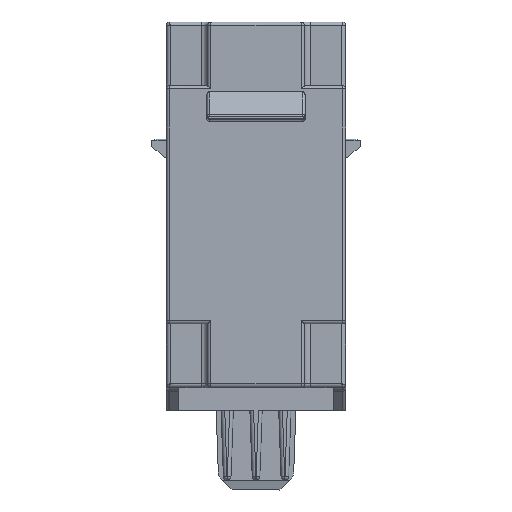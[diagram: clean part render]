
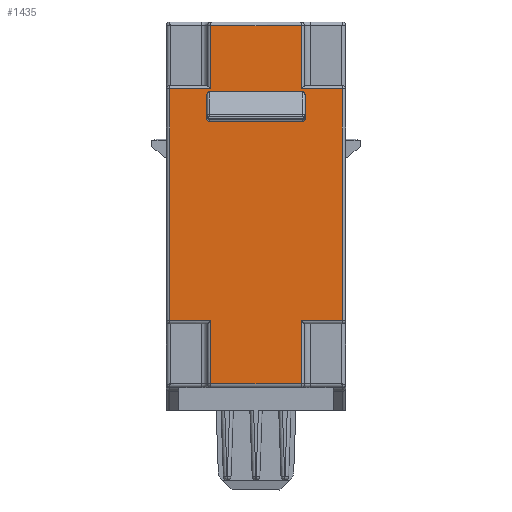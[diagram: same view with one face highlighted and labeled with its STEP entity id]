
A CAD part, front view. The second image highlights one B-rep face of the part: STEP entity #1435.
In plain terms, the highlighted planar face has unit normal (0, -1, 0).
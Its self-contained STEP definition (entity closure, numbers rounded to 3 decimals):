
#1242=AXIS2_PLACEMENT_3D('Plane Axis2P3D',#1239,#1240,#1241) ;
#655=CARTESIAN_POINT('Line Origine',(15.55,1.65,23.25)) ;
#659=CARTESIAN_POINT('Vertex',(15.55,1.65,13.8)) ;
#661=CARTESIAN_POINT('Vertex',(15.55,1.65,32.7)) ;
#1239=CARTESIAN_POINT('Axis2P3D Location',(1.2,1.65,23.25)) ;
#1244=CARTESIAN_POINT('Line Origine',(4.8,1.65,11.225)) ;
#1248=CARTESIAN_POINT('Vertex',(4.8,1.65,13.8)) ;
#1250=CARTESIAN_POINT('Vertex',(4.8,1.65,8.65)) ;
#1253=CARTESIAN_POINT('Line Origine',(8.5,1.65,8.65)) ;
#1257=CARTESIAN_POINT('Vertex',(12.2,1.65,8.65)) ;
#1260=CARTESIAN_POINT('Line Origine',(12.2,1.65,11.225)) ;
#1264=CARTESIAN_POINT('Vertex',(12.2,1.65,13.8)) ;
#1267=CARTESIAN_POINT('Line Origine',(13.875,1.65,13.8)) ;
#1272=CARTESIAN_POINT('Line Origine',(13.875,1.65,32.7)) ;
#1276=CARTESIAN_POINT('Vertex',(12.2,1.65,32.7)) ;
#1279=CARTESIAN_POINT('Line Origine',(12.2,1.65,35.275)) ;
#1283=CARTESIAN_POINT('Vertex',(12.2,1.65,37.85)) ;
#1286=CARTESIAN_POINT('Line Origine',(8.5,1.65,37.85)) ;
#1290=CARTESIAN_POINT('Vertex',(4.8,1.65,37.85)) ;
#1293=CARTESIAN_POINT('Line Origine',(4.8,1.65,35.275)) ;
#1297=CARTESIAN_POINT('Vertex',(4.8,1.65,32.7)) ;
#1300=CARTESIAN_POINT('Line Origine',(3.125,1.65,32.7)) ;
#1304=CARTESIAN_POINT('Vertex',(1.45,1.65,32.7)) ;
#1307=CARTESIAN_POINT('Line Origine',(1.45,1.65,23.25)) ;
#1311=CARTESIAN_POINT('Vertex',(1.45,1.65,13.8)) ;
#1314=CARTESIAN_POINT('Line Origine',(3.125,1.65,13.8)) ;
#1333=CARTESIAN_POINT('Line Origine',(8.5,1.65,30.05)) ;
#1337=CARTESIAN_POINT('Vertex',(4.7,1.65,30.05)) ;
#1339=CARTESIAN_POINT('Vertex',(12.3,1.65,30.05)) ;
#1343=CARTESIAN_POINT('Control Point',(4.7,1.65,30.05)) ;
#1344=CARTESIAN_POINT('Control Point',(4.677,1.65,30.05)) ;
#1345=CARTESIAN_POINT('Control Point',(4.652,1.65,30.053)) ;
#1346=CARTESIAN_POINT('Control Point',(4.627,1.65,30.061)) ;
#1347=CARTESIAN_POINT('Control Point',(4.581,1.65,30.084)) ;
#1348=CARTESIAN_POINT('Control Point',(4.544,1.65,30.121)) ;
#1349=CARTESIAN_POINT('Control Point',(4.528,1.65,30.144)) ;
#1350=CARTESIAN_POINT('Control Point',(4.511,1.65,30.179)) ;
#1351=CARTESIAN_POINT('Control Point',(4.503,1.65,30.216)) ;
#1352=CARTESIAN_POINT('Control Point',(4.501,1.65,30.228)) ;
#1353=CARTESIAN_POINT('Control Point',(4.5,1.65,30.239)) ;
#1354=CARTESIAN_POINT('Control Point',(4.5,1.65,30.251)) ;
#1355=CARTESIAN_POINT('Vertex',(4.5,1.65,30.251)) ;
#1358=CARTESIAN_POINT('Line Origine',(4.5,1.65,31.198)) ;
#1362=CARTESIAN_POINT('Vertex',(4.5,1.65,32.145)) ;
#1366=CARTESIAN_POINT('Control Point',(4.5,1.65,32.145)) ;
#1367=CARTESIAN_POINT('Control Point',(4.5,1.65,32.18)) ;
#1368=CARTESIAN_POINT('Control Point',(4.503,1.65,32.217)) ;
#1369=CARTESIAN_POINT('Control Point',(4.511,1.65,32.254)) ;
#1370=CARTESIAN_POINT('Control Point',(4.532,1.65,32.322)) ;
#1371=CARTESIAN_POINT('Control Point',(4.569,1.65,32.381)) ;
#1372=CARTESIAN_POINT('Control Point',(4.592,1.65,32.406)) ;
#1373=CARTESIAN_POINT('Control Point',(4.627,1.65,32.433)) ;
#1374=CARTESIAN_POINT('Control Point',(4.665,1.65,32.446)) ;
#1375=CARTESIAN_POINT('Control Point',(4.677,1.65,32.449)) ;
#1376=CARTESIAN_POINT('Control Point',(4.688,1.65,32.45)) ;
#1377=CARTESIAN_POINT('Control Point',(4.7,1.65,32.45)) ;
#1378=CARTESIAN_POINT('Vertex',(4.7,1.65,32.45)) ;
#1381=CARTESIAN_POINT('Line Origine',(8.5,1.65,32.45)) ;
#1385=CARTESIAN_POINT('Vertex',(12.3,1.65,32.45)) ;
#1389=CARTESIAN_POINT('Control Point',(12.3,1.65,32.45)) ;
#1390=CARTESIAN_POINT('Control Point',(12.312,1.65,32.45)) ;
#1391=CARTESIAN_POINT('Control Point',(12.323,1.65,32.449)) ;
#1392=CARTESIAN_POINT('Control Point',(12.335,1.65,32.446)) ;
#1393=CARTESIAN_POINT('Control Point',(12.373,1.65,32.433)) ;
#1394=CARTESIAN_POINT('Control Point',(12.408,1.65,32.406)) ;
#1395=CARTESIAN_POINT('Control Point',(12.431,1.65,32.381)) ;
#1396=CARTESIAN_POINT('Control Point',(12.468,1.65,32.322)) ;
#1397=CARTESIAN_POINT('Control Point',(12.489,1.65,32.254)) ;
#1398=CARTESIAN_POINT('Control Point',(12.497,1.65,32.217)) ;
#1399=CARTESIAN_POINT('Control Point',(12.5,1.65,32.18)) ;
#1400=CARTESIAN_POINT('Control Point',(12.5,1.65,32.145)) ;
#1401=CARTESIAN_POINT('Vertex',(12.5,1.65,32.145)) ;
#1404=CARTESIAN_POINT('Line Origine',(12.5,1.65,31.198)) ;
#1408=CARTESIAN_POINT('Vertex',(12.5,1.65,30.251)) ;
#1412=CARTESIAN_POINT('Control Point',(12.5,1.65,30.251)) ;
#1413=CARTESIAN_POINT('Control Point',(12.5,1.65,30.228)) ;
#1414=CARTESIAN_POINT('Control Point',(12.497,1.65,30.203)) ;
#1415=CARTESIAN_POINT('Control Point',(12.489,1.65,30.178)) ;
#1416=CARTESIAN_POINT('Control Point',(12.466,1.65,30.132)) ;
#1417=CARTESIAN_POINT('Control Point',(12.429,1.65,30.094)) ;
#1418=CARTESIAN_POINT('Control Point',(12.406,1.65,30.078)) ;
#1419=CARTESIAN_POINT('Control Point',(12.372,1.65,30.061)) ;
#1420=CARTESIAN_POINT('Control Point',(12.335,1.65,30.053)) ;
#1421=CARTESIAN_POINT('Control Point',(12.323,1.65,30.051)) ;
#1422=CARTESIAN_POINT('Control Point',(12.312,1.65,30.05)) ;
#1423=CARTESIAN_POINT('Control Point',(12.3,1.65,30.05)) ;
#656=DIRECTION('Vector Direction',(0.,0.,-1.)) ;
#1240=DIRECTION('Axis2P3D Direction',(0.,-1.,0.)) ;
#1241=DIRECTION('Axis2P3D XDirection',(-1.,0.,0.)) ;
#1245=DIRECTION('Vector Direction',(0.,0.,-1.)) ;
#1254=DIRECTION('Vector Direction',(1.,0.,0.)) ;
#1261=DIRECTION('Vector Direction',(0.,0.,1.)) ;
#1268=DIRECTION('Vector Direction',(1.,0.,0.)) ;
#1273=DIRECTION('Vector Direction',(-1.,0.,0.)) ;
#1280=DIRECTION('Vector Direction',(0.,0.,1.)) ;
#1287=DIRECTION('Vector Direction',(-1.,0.,0.)) ;
#1294=DIRECTION('Vector Direction',(0.,0.,-1.)) ;
#1301=DIRECTION('Vector Direction',(-1.,0.,0.)) ;
#1308=DIRECTION('Vector Direction',(0.,0.,-1.)) ;
#1315=DIRECTION('Vector Direction',(1.,0.,0.)) ;
#1334=DIRECTION('Vector Direction',(1.,0.,0.)) ;
#1359=DIRECTION('Vector Direction',(0.,0.,-1.)) ;
#1382=DIRECTION('Vector Direction',(1.,0.,0.)) ;
#1405=DIRECTION('Vector Direction',(0.,0.,-1.)) ;
#657=VECTOR('Line Direction',#656,1.) ;
#1246=VECTOR('Line Direction',#1245,1.) ;
#1255=VECTOR('Line Direction',#1254,1.) ;
#1262=VECTOR('Line Direction',#1261,1.) ;
#1269=VECTOR('Line Direction',#1268,1.) ;
#1274=VECTOR('Line Direction',#1273,1.) ;
#1281=VECTOR('Line Direction',#1280,1.) ;
#1288=VECTOR('Line Direction',#1287,1.) ;
#1295=VECTOR('Line Direction',#1294,1.) ;
#1302=VECTOR('Line Direction',#1301,1.) ;
#1309=VECTOR('Line Direction',#1308,1.) ;
#1316=VECTOR('Line Direction',#1315,1.) ;
#1335=VECTOR('Line Direction',#1334,1.) ;
#1360=VECTOR('Line Direction',#1359,1.) ;
#1383=VECTOR('Line Direction',#1382,1.) ;
#1406=VECTOR('Line Direction',#1405,1.) ;
#1320=ORIENTED_EDGE('',*,*,#1252,.T.) ;
#1321=ORIENTED_EDGE('',*,*,#1259,.T.) ;
#1322=ORIENTED_EDGE('',*,*,#1266,.T.) ;
#1323=ORIENTED_EDGE('',*,*,#1271,.T.) ;
#1324=ORIENTED_EDGE('',*,*,#663,.T.) ;
#1325=ORIENTED_EDGE('',*,*,#1278,.T.) ;
#1326=ORIENTED_EDGE('',*,*,#1285,.T.) ;
#1327=ORIENTED_EDGE('',*,*,#1292,.T.) ;
#1328=ORIENTED_EDGE('',*,*,#1299,.T.) ;
#1329=ORIENTED_EDGE('',*,*,#1306,.T.) ;
#1330=ORIENTED_EDGE('',*,*,#1313,.T.) ;
#1331=ORIENTED_EDGE('',*,*,#1318,.T.) ;
#1426=ORIENTED_EDGE('',*,*,#1341,.F.) ;
#1427=ORIENTED_EDGE('',*,*,#1357,.T.) ;
#1428=ORIENTED_EDGE('',*,*,#1364,.F.) ;
#1429=ORIENTED_EDGE('',*,*,#1380,.T.) ;
#1430=ORIENTED_EDGE('',*,*,#1387,.T.) ;
#1431=ORIENTED_EDGE('',*,*,#1403,.T.) ;
#1432=ORIENTED_EDGE('',*,*,#1410,.T.) ;
#1433=ORIENTED_EDGE('',*,*,#1424,.T.) ;
#1434=FACE_BOUND('',#1425,.T.) ;
#1435=ADVANCED_FACE('Aufsatz-Linear austragen2',(#1332,#1434),#1243,.T.) ;
#1342=B_SPLINE_CURVE_WITH_KNOTS('',5,(#1343,#1344,#1345,#1346,#1347,#1348,#1349,#1350,#1351,#1352,#1353,#1354),.UNSPECIFIED.,.F.,.U.,(6,3,3,6),(0.,0.187,0.377,0.47),.UNSPECIFIED.) ;
#1365=B_SPLINE_CURVE_WITH_KNOTS('',5,(#1366,#1367,#1368,#1369,#1370,#1371,#1372,#1373,#1374,#1375,#1376,#1377),.UNSPECIFIED.,.F.,.U.,(6,3,3,6),(0.,0.254,0.491,0.598),.UNSPECIFIED.) ;
#1388=B_SPLINE_CURVE_WITH_KNOTS('',5,(#1389,#1390,#1391,#1392,#1393,#1394,#1395,#1396,#1397,#1398,#1399,#1400),.UNSPECIFIED.,.F.,.U.,(6,3,3,6),(0.,0.108,0.344,0.598),.UNSPECIFIED.) ;
#1411=B_SPLINE_CURVE_WITH_KNOTS('',5,(#1412,#1413,#1414,#1415,#1416,#1417,#1418,#1419,#1420,#1421,#1422,#1423),.UNSPECIFIED.,.F.,.U.,(6,3,3,6),(0.,0.187,0.378,0.47),.UNSPECIFIED.) ;
#663=EDGE_CURVE('',#660,#662,#658,.F.) ;
#1252=EDGE_CURVE('',#1249,#1251,#1247,.T.) ;
#1259=EDGE_CURVE('',#1251,#1258,#1256,.T.) ;
#1266=EDGE_CURVE('',#1258,#1265,#1263,.T.) ;
#1271=EDGE_CURVE('',#1265,#660,#1270,.T.) ;
#1278=EDGE_CURVE('',#662,#1277,#1275,.T.) ;
#1285=EDGE_CURVE('',#1277,#1284,#1282,.T.) ;
#1292=EDGE_CURVE('',#1284,#1291,#1289,.T.) ;
#1299=EDGE_CURVE('',#1291,#1298,#1296,.T.) ;
#1306=EDGE_CURVE('',#1298,#1305,#1303,.T.) ;
#1313=EDGE_CURVE('',#1305,#1312,#1310,.T.) ;
#1318=EDGE_CURVE('',#1312,#1249,#1317,.T.) ;
#1341=EDGE_CURVE('',#1338,#1340,#1336,.T.) ;
#1357=EDGE_CURVE('',#1338,#1356,#1342,.T.) ;
#1364=EDGE_CURVE('',#1363,#1356,#1361,.T.) ;
#1380=EDGE_CURVE('',#1363,#1379,#1365,.T.) ;
#1387=EDGE_CURVE('',#1379,#1386,#1384,.T.) ;
#1403=EDGE_CURVE('',#1386,#1402,#1388,.T.) ;
#1410=EDGE_CURVE('',#1402,#1409,#1407,.T.) ;
#1424=EDGE_CURVE('',#1409,#1340,#1411,.T.) ;
#1319=EDGE_LOOP('',(#1320,#1321,#1322,#1323,#1324,#1325,#1326,#1327,#1328,#1329,#1330,#1331)) ;
#1425=EDGE_LOOP('',(#1426,#1427,#1428,#1429,#1430,#1431,#1432,#1433)) ;
#1332=FACE_OUTER_BOUND('',#1319,.T.) ;
#658=LINE('Line',#655,#657) ;
#1247=LINE('Line',#1244,#1246) ;
#1256=LINE('Line',#1253,#1255) ;
#1263=LINE('Line',#1260,#1262) ;
#1270=LINE('Line',#1267,#1269) ;
#1275=LINE('Line',#1272,#1274) ;
#1282=LINE('Line',#1279,#1281) ;
#1289=LINE('Line',#1286,#1288) ;
#1296=LINE('Line',#1293,#1295) ;
#1303=LINE('Line',#1300,#1302) ;
#1310=LINE('Line',#1307,#1309) ;
#1317=LINE('Line',#1314,#1316) ;
#1336=LINE('Line',#1333,#1335) ;
#1361=LINE('Line',#1358,#1360) ;
#1384=LINE('Line',#1381,#1383) ;
#1407=LINE('Line',#1404,#1406) ;
#1243=PLANE('',#1242) ;
#660=VERTEX_POINT('',#659) ;
#662=VERTEX_POINT('',#661) ;
#1249=VERTEX_POINT('',#1248) ;
#1251=VERTEX_POINT('',#1250) ;
#1258=VERTEX_POINT('',#1257) ;
#1265=VERTEX_POINT('',#1264) ;
#1277=VERTEX_POINT('',#1276) ;
#1284=VERTEX_POINT('',#1283) ;
#1291=VERTEX_POINT('',#1290) ;
#1298=VERTEX_POINT('',#1297) ;
#1305=VERTEX_POINT('',#1304) ;
#1312=VERTEX_POINT('',#1311) ;
#1338=VERTEX_POINT('',#1337) ;
#1340=VERTEX_POINT('',#1339) ;
#1356=VERTEX_POINT('',#1355) ;
#1363=VERTEX_POINT('',#1362) ;
#1379=VERTEX_POINT('',#1378) ;
#1386=VERTEX_POINT('',#1385) ;
#1402=VERTEX_POINT('',#1401) ;
#1409=VERTEX_POINT('',#1408) ;
